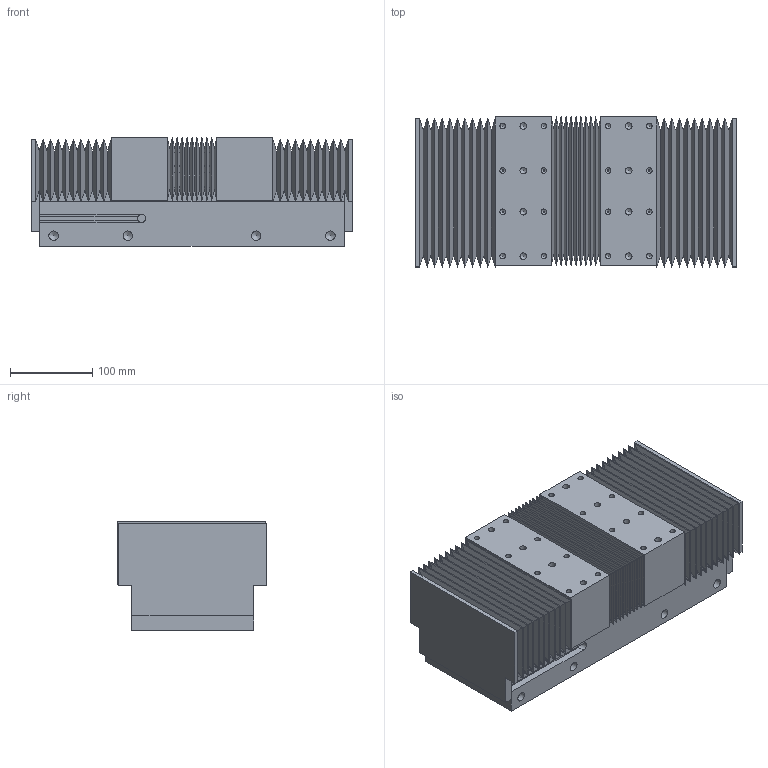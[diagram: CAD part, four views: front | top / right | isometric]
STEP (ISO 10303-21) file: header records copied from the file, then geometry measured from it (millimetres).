
FILE_DESCRIPTION(/* description */ (''),/* implementation_level */ '2;1');
FILE_NAME(/* name */ 'GPRS-60-50-S.stp',/* time_stamp */ '2019-10-10T10:09:47+02:00',/* author */ ('Tecnico'),/* organization */ (''),/* preprocessor_version */ 'ST-DEVELOPER v17',/* originating_system */ 'Autodesk Inventor 2019',/* authorisation */ '');
FILE_SCHEMA (('AUTOMOTIVE_DESIGN { 1 0 10303 214 3 1 1 }'));
Length unit declared in the file: millimetre
Products named in the file (10): GPRS-60-50-S protection; gprs-60-50-corpo cliente; gprs-60-50-GUIDA-SCORRIMENTO; gprs-60-50-SLITTA; gprs-60-50-STAFFA; gprs-60-50-PIASTRA DUST PROT; gprs-60-50-PIASTRA DUST PROT_MIR; gprs-60-50-CARRELLO; gprs-60-50-SOFFIETTO 60_1; gprs-60-50-SOFFIETTO 80_2
Assembly tree (14 placements, depth 2):
  GPRS-60-50-S protection
    gprs-60-50-corpo cliente
    gprs-60-50-GUIDA-SCORRIMENTO  x2
    gprs-60-50-SLITTA  x2
    gprs-60-50-STAFFA  x2
    gprs-60-50-PIASTRA DUST PROT
    gprs-60-50-PIASTRA DUST PROT_MIR
    gprs-60-50-CARRELLO  x2
    gprs-60-50-SOFFIETTO 60_1  x2
    gprs-60-50-SOFFIETTO 80_2
Bounding box: 390 x 182 x 132 mm (x, y, z)
Volume: 6091958.3 mm3; surface area: 1221122.4 mm2
Topology: 14 solids, 14 shells, 1326 faces, 3429 edges, 2148 vertices
Faces by surface type: plane 1197, cylinder 83, cone 46
Full cylindrical faces by diameter (mm): 6.647 x24, 6.8 x16, 8 x18, 10 x1, 11.445 x4
Entity records: 25387 total; most frequent: CARTESIAN_POINT 4384, ORIENTED_EDGE 4310, DIRECTION 4115, EDGE_CURVE 2155, LINE 1949, VECTOR 1949, VERTEX_POINT 1352, AXIS2_PLACEMENT_3D 1083
